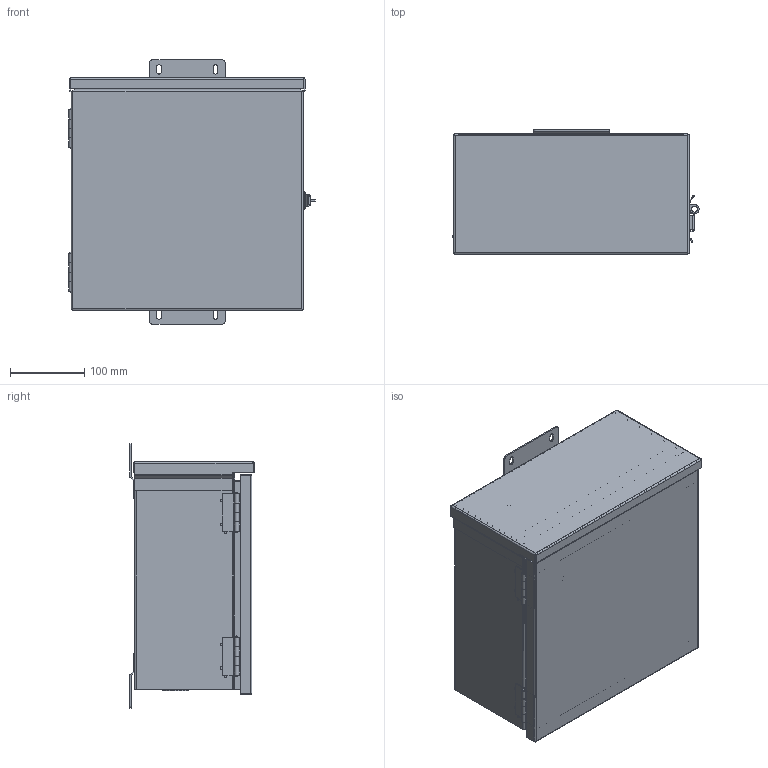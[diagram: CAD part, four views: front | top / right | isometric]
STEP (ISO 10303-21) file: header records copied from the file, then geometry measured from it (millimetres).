
FILE_DESCRIPTION (( 'STEP AP203' ), '1' );
FILE_NAME ('C3R12126HCR_Default.step', '2019-11-12T22:03:17', ( '' ), ( '' ), 'SwSTEP 2.0', 'SolidWorks 2019', '' );
FILE_SCHEMA (( 'CONFIG_CONTROL_DESIGN' ));
Length unit declared in the file: inch
Products named in the file (1): C3R12126HCR_Default
Bounding box: 331.98 x 167.63 x 355.6 mm (x, y, z)
Volume: 792447.7 mm3; surface area: 1007346.2 mm2
Topology: 31 solids, 31 shells, 851 faces, 2204 edges, 1420 vertices
Faces by surface type: plane 499, cylinder 297, bspline 31, cone 24
Entity records: 26579 total; most frequent: CARTESIAN_POINT 5453, DIRECTION 4406, ORIENTED_EDGE 4376, EDGE_CURVE 2188, VECTOR 1488, LINE 1488, AXIS2_PLACEMENT_3D 1459, VERTEX_POINT 1420
